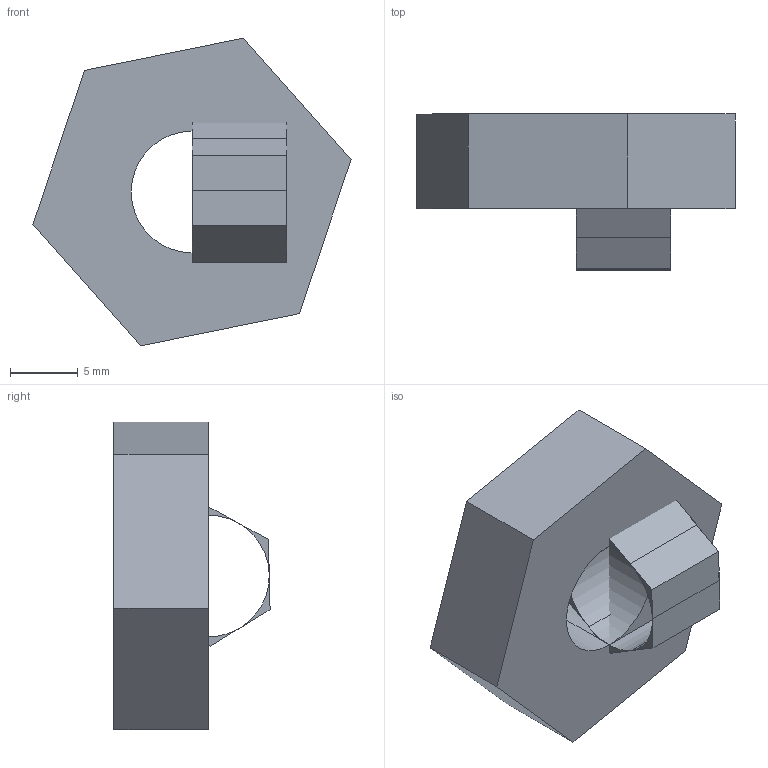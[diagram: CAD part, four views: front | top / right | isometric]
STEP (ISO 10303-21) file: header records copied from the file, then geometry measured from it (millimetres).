
FILE_DESCRIPTION (( 'STEP AP214' ), '1' );
FILE_NAME ('9 mm nut.STEP', '2019-02-19T19:46:58', ( '' ), ( '' ), 'SwSTEP 2.0', 'SolidWorks 2017', '' );
FILE_SCHEMA (( 'AUTOMOTIVE_DESIGN' ));
Length unit declared in the file: millimetre
Products named in the file (1): 9 mm nut
Bounding box: 23.55 x 11.56 x 22.79 mm (x, y, z)
Volume: 2225.6 mm3; surface area: 1754.6 mm2
Topology: 7 solids, 7 shells, 41 faces, 81 edges, 54 vertices
Faces by surface type: plane 32, cylinder 9
Entity records: 1233 total; most frequent: DIRECTION 183, CARTESIAN_POINT 177, ORIENTED_EDGE 162, EDGE_CURVE 81, VECTOR 63, LINE 63, AXIS2_PLACEMENT_3D 60, VERTEX_POINT 54
